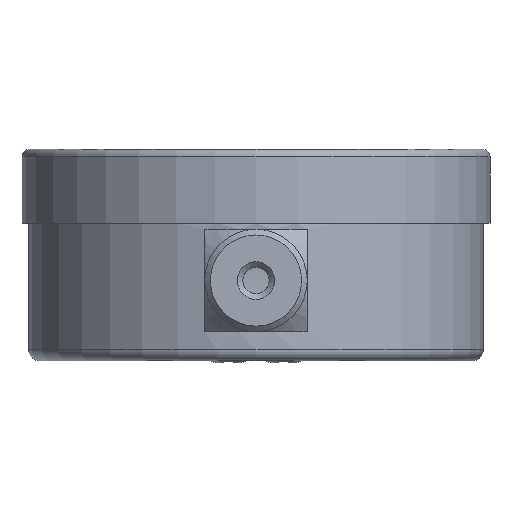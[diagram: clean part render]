
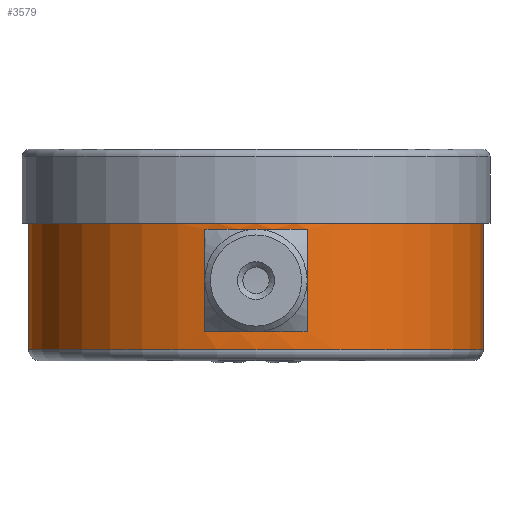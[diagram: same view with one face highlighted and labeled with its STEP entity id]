
A CAD part, front view. The second image highlights one B-rep face of the part: STEP entity #3579.
In plain terms, the highlighted cylindrical face has radius 30.747 mm (diameter 61.493 mm), a full revolution.
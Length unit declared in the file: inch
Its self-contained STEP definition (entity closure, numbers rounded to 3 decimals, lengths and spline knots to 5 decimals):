
#51 = EDGE_LOOP ( 'NONE', ( #11621 ) ) ;
#277 = VERTEX_POINT ( 'NONE', #2941 ) ;
#495 = VECTOR ( 'NONE', #5154, 39.37008 ) ;
#538 = EDGE_CURVE ( 'NONE', #5983, #1789, #3541, .T. ) ;
#681 = ORIENTED_EDGE ( 'NONE', *, *, #7442, .F. ) ;
#911 = CARTESIAN_POINT ( 'NONE',  ( 0.2725, -1.17943, -1.125 ) ) ;
#1318 = CARTESIAN_POINT ( 'NONE',  ( -0.2725, -1.17943, -1.125 ) ) ;
#1495 = CARTESIAN_POINT ( 'NONE',  ( 0.2725, -1.17943, -0.42549 ) ) ;
#1613 = DIRECTION ( 'NONE',  ( 1., 0., 0. ) ) ;
#1637 = DIRECTION ( 'NONE',  ( -1., 0., 0. ) ) ;
#1789 = VERTEX_POINT ( 'NONE', #8412 ) ;
#2043 = CIRCLE ( 'NONE', #5946, 1.2105 ) ;
#2153 = VECTOR ( 'NONE', #2599, 39.37008 ) ;
#2239 = CARTESIAN_POINT ( 'NONE',  ( 1.2105, 0., -1.065 ) ) ;
#2323 = EDGE_CURVE ( 'NONE', #277, #5983, #10848, .T. ) ;
#2599 = DIRECTION ( 'NONE',  ( 0., 0., 1. ) ) ;
#2656 = CARTESIAN_POINT ( 'NONE',  ( 0., 0., -0.394 ) ) ;
#2724 = LINE ( 'NONE', #911, #2153 ) ;
#2941 = CARTESIAN_POINT ( 'NONE',  ( -0.2725, -1.17943, -0.42549 ) ) ;
#3394 = CIRCLE ( 'NONE', #7547, 1.2105 ) ;
#3519 = DIRECTION ( 'NONE',  ( 0., 0., 1. ) ) ;
#3541 = CIRCLE ( 'NONE', #4739, 1.2105 ) ;
#3579 = ADVANCED_FACE ( 'NONE', ( #8149, #9127, #9003 ), #6177, .T. ) ;
#3635 = ORIENTED_EDGE ( 'NONE', *, *, #2323, .F. ) ;
#3708 = CIRCLE ( 'NONE', #10753, 1.2105 ) ;
#3952 = EDGE_LOOP ( 'NONE', ( #4018, #5754, #3635, #681 ) ) ;
#4018 = ORIENTED_EDGE ( 'NONE', *, *, #5591, .F. ) ;
#4108 = VERTEX_POINT ( 'NONE', #2239 ) ;
#4203 = AXIS2_PLACEMENT_3D ( 'NONE', #10031, #3519, #6437 ) ;
#4411 = CARTESIAN_POINT ( 'NONE',  ( 0., 0., -1.065 ) ) ;
#4497 = CARTESIAN_POINT ( 'NONE',  ( 0., 0., -0.97049 ) ) ;
#4530 = DIRECTION ( 'NONE',  ( 0., 0., -1. ) ) ;
#4739 = AXIS2_PLACEMENT_3D ( 'NONE', #4497, #6289, #1637 ) ;
#5154 = DIRECTION ( 'NONE',  ( 0., 0., -1. ) ) ;
#5327 = DIRECTION ( 'NONE',  ( 0., 0., -1. ) ) ;
#5591 = EDGE_CURVE ( 'NONE', #1789, #6524, #2724, .T. ) ;
#5754 = ORIENTED_EDGE ( 'NONE', *, *, #538, .F. ) ;
#5946 = AXIS2_PLACEMENT_3D ( 'NONE', #2656, #4530, #1613 ) ;
#5983 = VERTEX_POINT ( 'NONE', #10936 ) ;
#6177 = CYLINDRICAL_SURFACE ( 'NONE', #4203, 1.2105 ) ;
#6289 = DIRECTION ( 'NONE',  ( 0., 0., 1. ) ) ;
#6437 = DIRECTION ( 'NONE',  ( 1., 0., 0. ) ) ;
#6524 = VERTEX_POINT ( 'NONE', #1495 ) ;
#7442 = EDGE_CURVE ( 'NONE', #6524, #277, #3708, .T. ) ;
#7502 = CARTESIAN_POINT ( 'NONE',  ( 0., 0., -0.42549 ) ) ;
#7547 = AXIS2_PLACEMENT_3D ( 'NONE', #4411, #10191, #11045 ) ;
#7826 = VERTEX_POINT ( 'NONE', #8632 ) ;
#8149 = FACE_BOUND ( 'NONE', #3952, .T. ) ;
#8163 = DIRECTION ( 'NONE',  ( 1., 0., 0. ) ) ;
#8412 = CARTESIAN_POINT ( 'NONE',  ( 0.2725, -1.17943, -0.97049 ) ) ;
#8632 = CARTESIAN_POINT ( 'NONE',  ( 1.2105, 0., -0.394 ) ) ;
#8809 = ORIENTED_EDGE ( 'NONE', *, *, #9557, .T. ) ;
#9003 = FACE_OUTER_BOUND ( 'NONE', #51, .T. ) ;
#9127 = FACE_OUTER_BOUND ( 'NONE', #9141, .T. ) ;
#9141 = EDGE_LOOP ( 'NONE', ( #8809 ) ) ;
#9525 = EDGE_CURVE ( 'NONE', #7826, #7826, #2043, .T. ) ;
#9557 = EDGE_CURVE ( 'NONE', #4108, #4108, #3394, .T. ) ;
#10031 = CARTESIAN_POINT ( 'NONE',  ( 0., 0., -1.125 ) ) ;
#10191 = DIRECTION ( 'NONE',  ( 0., 0., 1. ) ) ;
#10753 = AXIS2_PLACEMENT_3D ( 'NONE', #7502, #5327, #8163 ) ;
#10848 = LINE ( 'NONE', #1318, #495 ) ;
#10936 = CARTESIAN_POINT ( 'NONE',  ( -0.2725, -1.17943, -0.97049 ) ) ;
#11045 = DIRECTION ( 'NONE',  ( 1., 0., 0. ) ) ;
#11621 = ORIENTED_EDGE ( 'NONE', *, *, #9525, .T. ) ;
